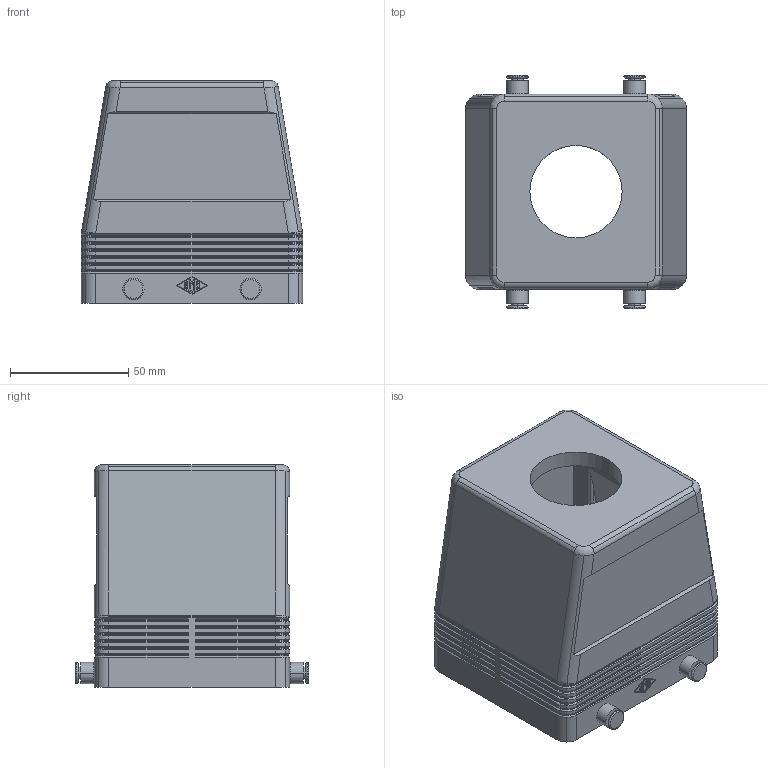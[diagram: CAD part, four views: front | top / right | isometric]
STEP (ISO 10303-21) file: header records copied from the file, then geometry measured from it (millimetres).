
FILE_DESCRIPTION((''),'2;1');
FILE_NAME('MFV 32.32.stp','2006-12-14T00:39:40',('gembarski'),(''),'Autodesk Inventor 7','Autodesk Inventor 7','');
FILE_SCHEMA(('AUTOMOTIVE_DESIGN { 1 0 10303 214 1 1 1 1 }'));
Length unit declared in the file: millimetre
Products named in the file (1): MFV 32.32
Bounding box: 93.5 x 98.5 x 94 mm (x, y, z)
Volume: 150328.6 mm3; surface area: 74903.7 mm2
Topology: 1 solids, 1 shells, 603 faces, 1527 edges, 950 vertices
Faces by surface type: plane 207, cylinder 154, bspline 126, cone 104, torus 8, sphere 4
Entity records: 19208 total; most frequent: CARTESIAN_POINT 4747, ORIENTED_EDGE 3022, DIRECTION 3011, EDGE_CURVE 1511, AXIS2_PLACEMENT_3D 1022, VECTOR 967, LINE 967, VERTEX_POINT 950
